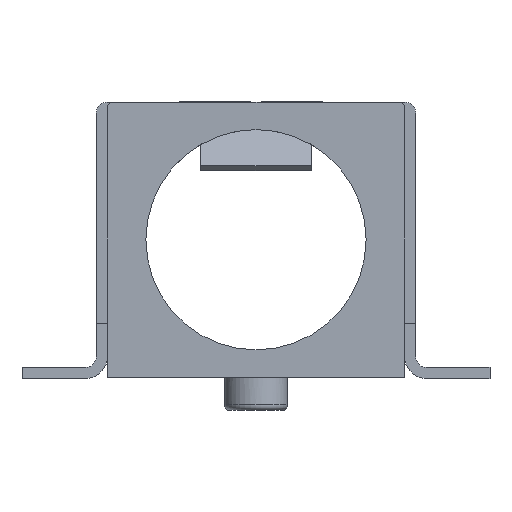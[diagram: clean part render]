
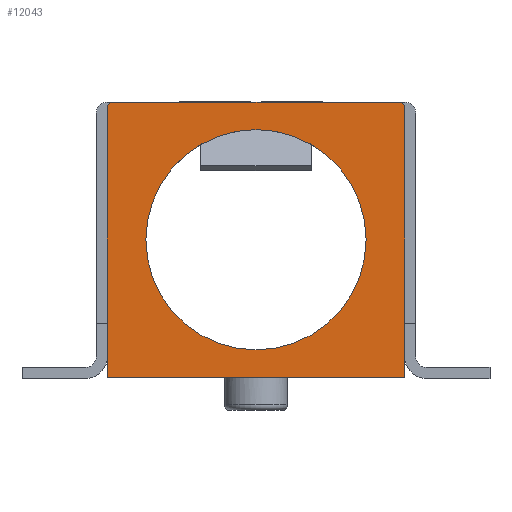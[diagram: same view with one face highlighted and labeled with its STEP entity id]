
A CAD part, front view. The second image highlights one B-rep face of the part: STEP entity #12043.
In plain terms, the highlighted planar face has unit normal (0, -1, 0).
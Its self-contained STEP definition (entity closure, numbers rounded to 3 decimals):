
#474 = CARTESIAN_POINT ( 'NONE',  ( 2.7, -7., 5. ) ) ;
#556 = VERTEX_POINT ( 'NONE', #20802 ) ;
#853 = PLANE ( 'NONE',  #1650 ) ;
#1156 = ORIENTED_EDGE ( 'NONE', *, *, #16800, .F. ) ;
#1239 = DIRECTION ( 'NONE',  ( 1., 0., 0. ) ) ;
#1650 = AXIS2_PLACEMENT_3D ( 'NONE', #13465, #19135, #22784 ) ;
#1804 = DIRECTION ( 'NONE',  ( 0., 0., 1. ) ) ;
#2074 = CARTESIAN_POINT ( 'NONE',  ( 0., -7., 2.5 ) ) ;
#2767 = VECTOR ( 'NONE', #14049, 1000. ) ;
#3858 = DIRECTION ( 'NONE',  ( 0., -1., 0. ) ) ;
#3912 = VERTEX_POINT ( 'NONE', #14433 ) ;
#4453 = ORIENTED_EDGE ( 'NONE', *, *, #13219, .T. ) ;
#4529 = CIRCLE ( 'NONE', #21312, 0.1 ) ;
#5445 = VERTEX_POINT ( 'NONE', #16610 ) ;
#5852 = VERTEX_POINT ( 'NONE', #11126 ) ;
#6912 = LINE ( 'NONE', #16292, #10098 ) ;
#7088 = VECTOR ( 'NONE', #22915, 1000. ) ;
#7290 = VERTEX_POINT ( 'NONE', #15057 ) ;
#8662 = VERTEX_POINT ( 'NONE', #18194 ) ;
#9822 = CIRCLE ( 'NONE', #17811, 2. ) ;
#9892 = VERTEX_POINT ( 'NONE', #15503 ) ;
#9894 = CIRCLE ( 'NONE', #23470, 2. ) ;
#10098 = VECTOR ( 'NONE', #1239, 1000. ) ;
#10208 = CARTESIAN_POINT ( 'NONE',  ( -2.7, -7., 0. ) ) ;
#11126 = CARTESIAN_POINT ( 'NONE',  ( -2.6, -7., 5. ) ) ;
#11208 = AXIS2_PLACEMENT_3D ( 'NONE', #11846, #13724, #19633 ) ;
#11408 = EDGE_CURVE ( 'NONE', #5852, #7290, #17620, .T. ) ;
#11665 = VERTEX_POINT ( 'NONE', #11695 ) ;
#11695 = CARTESIAN_POINT ( 'NONE',  ( 0., -7., 0.5 ) ) ;
#11846 = CARTESIAN_POINT ( 'NONE',  ( -2.6, -7., 4.9 ) ) ;
#12043 = ADVANCED_FACE ( 'NONE', ( #21818, #12534 ), #853, .F. ) ;
#12077 = EDGE_CURVE ( 'NONE', #8662, #9892, #4529, .T. ) ;
#12534 = FACE_OUTER_BOUND ( 'NONE', #22611, .T. ) ;
#13103 = LINE ( 'NONE', #15118, #7088 ) ;
#13219 = EDGE_CURVE ( 'NONE', #11665, #5445, #9822, .T. ) ;
#13465 = CARTESIAN_POINT ( 'NONE',  ( -2.7, -7., 5. ) ) ;
#13724 = DIRECTION ( 'NONE',  ( 0., -1., 0. ) ) ;
#14049 = DIRECTION ( 'NONE',  ( 1., 0., 0. ) ) ;
#14137 = VECTOR ( 'NONE', #15161, 1000. ) ;
#14142 = ORIENTED_EDGE ( 'NONE', *, *, #11408, .T. ) ;
#14433 = CARTESIAN_POINT ( 'NONE',  ( 2.7, -7., 0. ) ) ;
#14955 = EDGE_LOOP ( 'NONE', ( #20933, #4453 ) ) ;
#15057 = CARTESIAN_POINT ( 'NONE',  ( -2.7, -7., 4.9 ) ) ;
#15118 = CARTESIAN_POINT ( 'NONE',  ( -2.7, -7., 5. ) ) ;
#15161 = DIRECTION ( 'NONE',  ( 0., 0., -1. ) ) ;
#15370 = DIRECTION ( 'NONE',  ( 0., 0., 1. ) ) ;
#15503 = CARTESIAN_POINT ( 'NONE',  ( 2.6, -7., 5. ) ) ;
#16292 = CARTESIAN_POINT ( 'NONE',  ( -2.7, -7., 5. ) ) ;
#16463 = ORIENTED_EDGE ( 'NONE', *, *, #23178, .F. ) ;
#16513 = EDGE_CURVE ( 'NONE', #556, #3912, #21943, .T. ) ;
#16595 = CARTESIAN_POINT ( 'NONE',  ( 0., -7., 2.5 ) ) ;
#16610 = CARTESIAN_POINT ( 'NONE',  ( 0., -7., 4.5 ) ) ;
#16800 = EDGE_CURVE ( 'NONE', #8662, #3912, #19178, .T. ) ;
#16846 = DIRECTION ( 'NONE',  ( 0., 0., 1. ) ) ;
#17058 = ORIENTED_EDGE ( 'NONE', *, *, #18806, .T. ) ;
#17209 = ORIENTED_EDGE ( 'NONE', *, *, #12077, .T. ) ;
#17620 = CIRCLE ( 'NONE', #11208, 0.1 ) ;
#17811 = AXIS2_PLACEMENT_3D ( 'NONE', #2074, #21280, #15370 ) ;
#18085 = ORIENTED_EDGE ( 'NONE', *, *, #16513, .T. ) ;
#18194 = CARTESIAN_POINT ( 'NONE',  ( 2.7, -7., 4.9 ) ) ;
#18594 = DIRECTION ( 'NONE',  ( 0., 1., 0. ) ) ;
#18806 = EDGE_CURVE ( 'NONE', #7290, #556, #13103, .T. ) ;
#19081 = EDGE_CURVE ( 'NONE', #5445, #11665, #9894, .T. ) ;
#19135 = DIRECTION ( 'NONE',  ( 0., 1., 0. ) ) ;
#19178 = LINE ( 'NONE', #474, #14137 ) ;
#19255 = CARTESIAN_POINT ( 'NONE',  ( 2.6, -7., 4.9 ) ) ;
#19633 = DIRECTION ( 'NONE',  ( 0., 0., 1. ) ) ;
#20802 = CARTESIAN_POINT ( 'NONE',  ( -2.7, -7., 0. ) ) ;
#20933 = ORIENTED_EDGE ( 'NONE', *, *, #19081, .T. ) ;
#21280 = DIRECTION ( 'NONE',  ( 0., 1., 0. ) ) ;
#21312 = AXIS2_PLACEMENT_3D ( 'NONE', #19255, #3858, #1804 ) ;
#21818 = FACE_BOUND ( 'NONE', #14955, .T. ) ;
#21943 = LINE ( 'NONE', #10208, #2767 ) ;
#22611 = EDGE_LOOP ( 'NONE', ( #1156, #17209, #16463, #14142, #17058, #18085 ) ) ;
#22784 = DIRECTION ( 'NONE',  ( 0., 0., 1. ) ) ;
#22915 = DIRECTION ( 'NONE',  ( 0., 0., -1. ) ) ;
#23178 = EDGE_CURVE ( 'NONE', #5852, #9892, #6912, .T. ) ;
#23470 = AXIS2_PLACEMENT_3D ( 'NONE', #16595, #18594, #16846 ) ;
